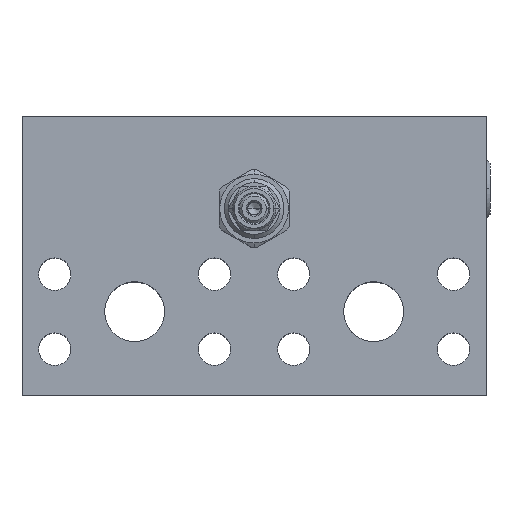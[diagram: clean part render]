
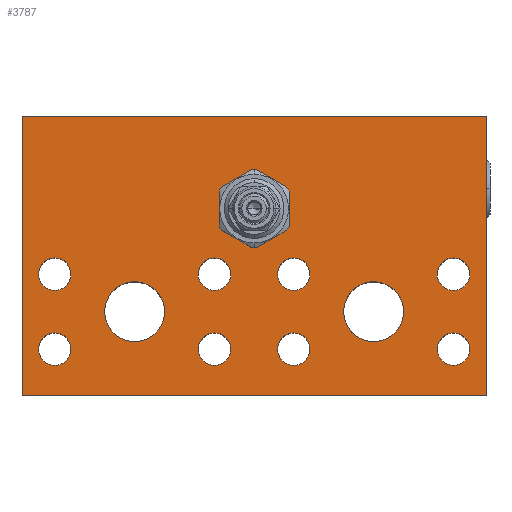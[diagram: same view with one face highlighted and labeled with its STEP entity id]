
A CAD part, top view. The second image highlights one B-rep face of the part: STEP entity #3787.
In plain terms, the highlighted planar face has unit normal (0, 0, 1).
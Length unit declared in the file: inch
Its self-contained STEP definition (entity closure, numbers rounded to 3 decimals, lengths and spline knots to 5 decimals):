
#223=DIRECTION('',(0.,-1.,0.));
#224=VECTOR('',#223,3.5);
#225=CARTESIAN_POINT('',(0.,0.,2.688));
#226=LINE('',#225,#224);
#227=DIRECTION('',(-1.,0.,0.));
#228=VECTOR('',#227,5.812);
#229=CARTESIAN_POINT('',(5.812,0.,2.688));
#230=LINE('',#229,#228);
#231=DIRECTION('',(0.,1.,0.));
#232=VECTOR('',#231,3.5);
#233=CARTESIAN_POINT('',(5.812,-3.5,2.688));
#234=LINE('',#233,#232);
#235=DIRECTION('',(1.,0.,0.));
#236=VECTOR('',#235,5.812);
#237=CARTESIAN_POINT('',(0.,-3.5,2.688));
#238=LINE('',#237,#236);
#239=CARTESIAN_POINT('',(1.41,-2.449,2.688));
#240=DIRECTION('',(0.,0.,-1.));
#241=DIRECTION('',(-1.,0.,0.));
#242=AXIS2_PLACEMENT_3D('',#239,#240,#241);
#244=CARTESIAN_POINT('',(1.41,-2.449,2.688));
#245=DIRECTION('',(0.,0.,-1.));
#246=DIRECTION('',(1.,0.,0.));
#247=AXIS2_PLACEMENT_3D('',#244,#245,#246);
#249=CARTESIAN_POINT('',(2.41,-2.918,2.688));
#250=DIRECTION('',(0.,0.,-1.));
#251=DIRECTION('',(-1.,0.,0.));
#252=AXIS2_PLACEMENT_3D('',#249,#250,#251);
#254=CARTESIAN_POINT('',(2.41,-2.918,2.688));
#255=DIRECTION('',(0.,0.,-1.));
#256=DIRECTION('',(1.,0.,0.));
#257=AXIS2_PLACEMENT_3D('',#254,#255,#256);
#259=CARTESIAN_POINT('',(0.41,-2.918,2.688));
#260=DIRECTION('',(0.,0.,-1.));
#261=DIRECTION('',(-1.,0.,0.));
#262=AXIS2_PLACEMENT_3D('',#259,#260,#261);
#264=CARTESIAN_POINT('',(0.41,-2.918,2.688));
#265=DIRECTION('',(0.,0.,-1.));
#266=DIRECTION('',(1.,0.,0.));
#267=AXIS2_PLACEMENT_3D('',#264,#265,#266);
#269=CARTESIAN_POINT('',(0.41,-1.98,2.688));
#270=DIRECTION('',(0.,0.,-1.));
#271=DIRECTION('',(-1.,0.,0.));
#272=AXIS2_PLACEMENT_3D('',#269,#270,#271);
#274=CARTESIAN_POINT('',(0.41,-1.98,2.688));
#275=DIRECTION('',(0.,0.,-1.));
#276=DIRECTION('',(1.,0.,0.));
#277=AXIS2_PLACEMENT_3D('',#274,#275,#276);
#279=CARTESIAN_POINT('',(2.41,-1.98,2.688));
#280=DIRECTION('',(0.,0.,-1.));
#281=DIRECTION('',(-1.,0.,0.));
#282=AXIS2_PLACEMENT_3D('',#279,#280,#281);
#284=CARTESIAN_POINT('',(2.41,-1.98,2.688));
#285=DIRECTION('',(0.,0.,-1.));
#286=DIRECTION('',(1.,0.,0.));
#287=AXIS2_PLACEMENT_3D('',#284,#285,#286);
#289=CARTESIAN_POINT('',(4.402,-2.449,2.688));
#290=DIRECTION('',(0.,0.,-1.));
#291=DIRECTION('',(-1.,0.,0.));
#292=AXIS2_PLACEMENT_3D('',#289,#290,#291);
#294=CARTESIAN_POINT('',(4.402,-2.449,2.688));
#295=DIRECTION('',(0.,0.,-1.));
#296=DIRECTION('',(1.,0.,0.));
#297=AXIS2_PLACEMENT_3D('',#294,#295,#296);
#299=CARTESIAN_POINT('',(5.402,-2.918,2.688));
#300=DIRECTION('',(0.,0.,-1.));
#301=DIRECTION('',(-1.,0.,0.));
#302=AXIS2_PLACEMENT_3D('',#299,#300,#301);
#304=CARTESIAN_POINT('',(5.402,-2.918,2.688));
#305=DIRECTION('',(0.,0.,-1.));
#306=DIRECTION('',(1.,0.,0.));
#307=AXIS2_PLACEMENT_3D('',#304,#305,#306);
#309=CARTESIAN_POINT('',(3.402,-2.918,2.688));
#310=DIRECTION('',(0.,0.,-1.));
#311=DIRECTION('',(-1.,0.,0.));
#312=AXIS2_PLACEMENT_3D('',#309,#310,#311);
#314=CARTESIAN_POINT('',(3.402,-2.918,2.688));
#315=DIRECTION('',(0.,0.,-1.));
#316=DIRECTION('',(1.,0.,0.));
#317=AXIS2_PLACEMENT_3D('',#314,#315,#316);
#319=CARTESIAN_POINT('',(3.402,-1.98,2.688));
#320=DIRECTION('',(0.,0.,-1.));
#321=DIRECTION('',(-1.,0.,0.));
#322=AXIS2_PLACEMENT_3D('',#319,#320,#321);
#324=CARTESIAN_POINT('',(3.402,-1.98,2.688));
#325=DIRECTION('',(0.,0.,-1.));
#326=DIRECTION('',(1.,0.,0.));
#327=AXIS2_PLACEMENT_3D('',#324,#325,#326);
#329=CARTESIAN_POINT('',(5.402,-1.98,2.688));
#330=DIRECTION('',(0.,0.,-1.));
#331=DIRECTION('',(-1.,0.,0.));
#332=AXIS2_PLACEMENT_3D('',#329,#330,#331);
#334=CARTESIAN_POINT('',(5.402,-1.98,2.688));
#335=DIRECTION('',(0.,0.,-1.));
#336=DIRECTION('',(1.,0.,0.));
#337=AXIS2_PLACEMENT_3D('',#334,#335,#336);
#339=CARTESIAN_POINT('',(2.906,-1.16,2.688));
#340=DIRECTION('',(0.,0.,-1.));
#341=DIRECTION('',(-1.,0.,0.));
#342=AXIS2_PLACEMENT_3D('',#339,#340,#341);
#344=CARTESIAN_POINT('',(2.906,-1.16,2.688));
#345=DIRECTION('',(0.,0.,-1.));
#346=DIRECTION('',(1.,0.,0.));
#347=AXIS2_PLACEMENT_3D('',#344,#345,#346);
#3026=CARTESIAN_POINT('',(0.,0.,2.688));
#3027=CARTESIAN_POINT('',(0.,-3.5,2.688));
#3028=VERTEX_POINT('',#3026);
#3029=VERTEX_POINT('',#3027);
#3030=CARTESIAN_POINT('',(5.812,-3.5,2.688));
#3031=VERTEX_POINT('',#3030);
#3032=CARTESIAN_POINT('',(5.812,0.,2.688));
#3033=VERTEX_POINT('',#3032);
#3034=CARTESIAN_POINT('',(1.035,-2.449,2.688));
#3035=CARTESIAN_POINT('',(1.785,-2.449,2.688));
#3036=VERTEX_POINT('',#3034);
#3037=VERTEX_POINT('',#3035);
#3038=CARTESIAN_POINT('',(2.207,-2.918,2.688));
#3039=CARTESIAN_POINT('',(2.613,-2.918,2.688));
#3040=VERTEX_POINT('',#3038);
#3041=VERTEX_POINT('',#3039);
#3042=CARTESIAN_POINT('',(0.207,-2.918,
2.688));
#3043=CARTESIAN_POINT('',(0.613,-2.918,
2.688));
#3044=VERTEX_POINT('',#3042);
#3045=VERTEX_POINT('',#3043);
#3046=CARTESIAN_POINT('',(0.207,-1.98,
2.688));
#3047=CARTESIAN_POINT('',(0.613,-1.98,
2.688));
#3048=VERTEX_POINT('',#3046);
#3049=VERTEX_POINT('',#3047);
#3050=CARTESIAN_POINT('',(2.207,-1.98,2.688));
#3051=CARTESIAN_POINT('',(2.613,-1.98,2.688));
#3052=VERTEX_POINT('',#3050);
#3053=VERTEX_POINT('',#3051);
#3054=CARTESIAN_POINT('',(4.027,-2.449,2.688));
#3055=CARTESIAN_POINT('',(4.777,-2.449,2.688));
#3056=VERTEX_POINT('',#3054);
#3057=VERTEX_POINT('',#3055);
#3058=CARTESIAN_POINT('',(5.199,-2.918,2.688));
#3059=CARTESIAN_POINT('',(5.605,-2.918,2.688));
#3060=VERTEX_POINT('',#3058);
#3061=VERTEX_POINT('',#3059);
#3062=CARTESIAN_POINT('',(3.199,-2.918,2.688));
#3063=CARTESIAN_POINT('',(3.605,-2.918,2.688));
#3064=VERTEX_POINT('',#3062);
#3065=VERTEX_POINT('',#3063);
#3066=CARTESIAN_POINT('',(3.199,-1.98,2.688));
#3067=CARTESIAN_POINT('',(3.605,-1.98,2.688));
#3068=VERTEX_POINT('',#3066);
#3069=VERTEX_POINT('',#3067);
#3070=CARTESIAN_POINT('',(5.199,-1.98,2.688));
#3071=CARTESIAN_POINT('',(5.605,-1.98,2.688));
#3072=VERTEX_POINT('',#3070);
#3073=VERTEX_POINT('',#3071);
#3110=CARTESIAN_POINT('',(3.3365,-1.16,2.688));
#3111=VERTEX_POINT('',#3110);
#3116=CARTESIAN_POINT('',(2.4755,-1.16,2.688));
#3117=VERTEX_POINT('',#3116);
#3710=CARTESIAN_POINT('',(0.,0.,2.688));
#3711=DIRECTION('',(0.,0.,1.));
#3712=DIRECTION('',(1.,0.,0.));
#3713=AXIS2_PLACEMENT_3D('',#3710,#3711,#3712);
#3714=PLANE('',#3713);
#3715=ORIENTED_EDGE('',*,*,#3632,.F.);
#3716=ORIENTED_EDGE('',*,*,#3647,.F.);
#3717=ORIENTED_EDGE('',*,*,#3673,.F.);
#3718=ORIENTED_EDGE('',*,*,#3692,.F.);
#3719=EDGE_LOOP('',(#3715,#3716,#3717,#3718));
#3720=FACE_OUTER_BOUND('',#3719,.F.);
#3722=ORIENTED_EDGE('',*,*,#3721,.F.);
#3724=ORIENTED_EDGE('',*,*,#3723,.F.);
#3725=EDGE_LOOP('',(#3722,#3724));
#3726=FACE_BOUND('',#3725,.F.);
#3728=ORIENTED_EDGE('',*,*,#3727,.F.);
#3730=ORIENTED_EDGE('',*,*,#3729,.F.);
#3731=EDGE_LOOP('',(#3728,#3730));
#3732=FACE_BOUND('',#3731,.F.);
#3734=ORIENTED_EDGE('',*,*,#3733,.F.);
#3736=ORIENTED_EDGE('',*,*,#3735,.F.);
#3737=EDGE_LOOP('',(#3734,#3736));
#3738=FACE_BOUND('',#3737,.F.);
#3740=ORIENTED_EDGE('',*,*,#3739,.F.);
#3742=ORIENTED_EDGE('',*,*,#3741,.F.);
#3743=EDGE_LOOP('',(#3740,#3742));
#3744=FACE_BOUND('',#3743,.F.);
#3746=ORIENTED_EDGE('',*,*,#3745,.F.);
#3748=ORIENTED_EDGE('',*,*,#3747,.F.);
#3749=EDGE_LOOP('',(#3746,#3748));
#3750=FACE_BOUND('',#3749,.F.);
#3752=ORIENTED_EDGE('',*,*,#3751,.F.);
#3754=ORIENTED_EDGE('',*,*,#3753,.F.);
#3755=EDGE_LOOP('',(#3752,#3754));
#3756=FACE_BOUND('',#3755,.F.);
#3758=ORIENTED_EDGE('',*,*,#3757,.F.);
#3760=ORIENTED_EDGE('',*,*,#3759,.F.);
#3761=EDGE_LOOP('',(#3758,#3760));
#3762=FACE_BOUND('',#3761,.F.);
#3764=ORIENTED_EDGE('',*,*,#3763,.F.);
#3766=ORIENTED_EDGE('',*,*,#3765,.F.);
#3767=EDGE_LOOP('',(#3764,#3766));
#3768=FACE_BOUND('',#3767,.F.);
#3770=ORIENTED_EDGE('',*,*,#3769,.F.);
#3772=ORIENTED_EDGE('',*,*,#3771,.F.);
#3773=EDGE_LOOP('',(#3770,#3772));
#3774=FACE_BOUND('',#3773,.F.);
#3776=ORIENTED_EDGE('',*,*,#3775,.F.);
#3778=ORIENTED_EDGE('',*,*,#3777,.F.);
#3779=EDGE_LOOP('',(#3776,#3778));
#3780=FACE_BOUND('',#3779,.F.);
#3782=ORIENTED_EDGE('',*,*,#3781,.F.);
#3784=ORIENTED_EDGE('',*,*,#3783,.F.);
#3785=EDGE_LOOP('',(#3782,#3784));
#3786=FACE_BOUND('',#3785,.F.);
#3787=ADVANCED_FACE('',(#3720,#3726,#3732,#3738,#3744,#3750,#3756,#3762,#3768,
#3774,#3780,#3786),#3714,.T.);
#243=CIRCLE('',#242,0.375);
#248=CIRCLE('',#247,0.375);
#253=CIRCLE('',#252,0.203);
#258=CIRCLE('',#257,0.203);
#263=CIRCLE('',#262,0.203);
#268=CIRCLE('',#267,0.203);
#273=CIRCLE('',#272,0.203);
#278=CIRCLE('',#277,0.203);
#283=CIRCLE('',#282,0.203);
#288=CIRCLE('',#287,0.203);
#293=CIRCLE('',#292,0.375);
#298=CIRCLE('',#297,0.375);
#303=CIRCLE('',#302,0.203);
#308=CIRCLE('',#307,0.203);
#313=CIRCLE('',#312,0.203);
#318=CIRCLE('',#317,0.203);
#323=CIRCLE('',#322,0.203);
#328=CIRCLE('',#327,0.203);
#333=CIRCLE('',#332,0.203);
#338=CIRCLE('',#337,0.203);
#343=CIRCLE('',#342,0.4305);
#348=CIRCLE('',#347,0.4305);
#3632=EDGE_CURVE('',#3028,#3029,#226,.T.);
#3647=EDGE_CURVE('',#3033,#3028,#230,.T.);
#3673=EDGE_CURVE('',#3031,#3033,#234,.T.);
#3692=EDGE_CURVE('',#3029,#3031,#238,.T.);
#3721=EDGE_CURVE('',#3036,#3037,#243,.T.);
#3723=EDGE_CURVE('',#3037,#3036,#248,.T.);
#3727=EDGE_CURVE('',#3040,#3041,#253,.T.);
#3729=EDGE_CURVE('',#3041,#3040,#258,.T.);
#3733=EDGE_CURVE('',#3044,#3045,#263,.T.);
#3735=EDGE_CURVE('',#3045,#3044,#268,.T.);
#3739=EDGE_CURVE('',#3048,#3049,#273,.T.);
#3741=EDGE_CURVE('',#3049,#3048,#278,.T.);
#3745=EDGE_CURVE('',#3052,#3053,#283,.T.);
#3747=EDGE_CURVE('',#3053,#3052,#288,.T.);
#3751=EDGE_CURVE('',#3056,#3057,#293,.T.);
#3753=EDGE_CURVE('',#3057,#3056,#298,.T.);
#3757=EDGE_CURVE('',#3060,#3061,#303,.T.);
#3759=EDGE_CURVE('',#3061,#3060,#308,.T.);
#3763=EDGE_CURVE('',#3064,#3065,#313,.T.);
#3765=EDGE_CURVE('',#3065,#3064,#318,.T.);
#3769=EDGE_CURVE('',#3068,#3069,#323,.T.);
#3771=EDGE_CURVE('',#3069,#3068,#328,.T.);
#3775=EDGE_CURVE('',#3072,#3073,#333,.T.);
#3777=EDGE_CURVE('',#3073,#3072,#338,.T.);
#3781=EDGE_CURVE('',#3117,#3111,#343,.T.);
#3783=EDGE_CURVE('',#3111,#3117,#348,.T.);
